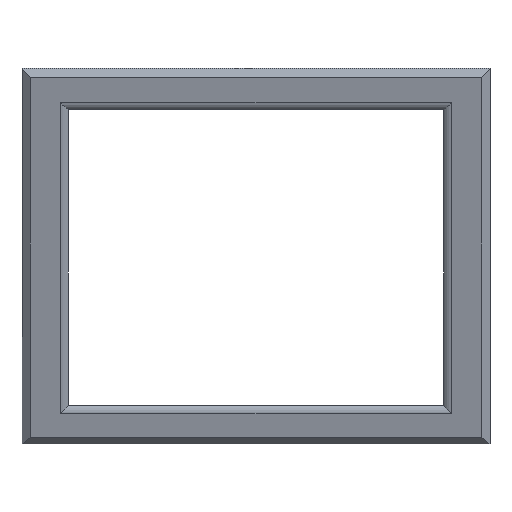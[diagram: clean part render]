
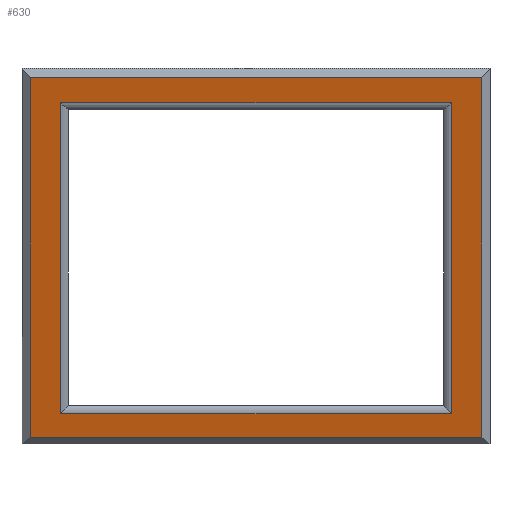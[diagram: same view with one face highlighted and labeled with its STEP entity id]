
A CAD part, top view. The second image highlights one B-rep face of the part: STEP entity #630.
In plain terms, the highlighted planar face has unit normal (0, -0.259, 0.966).
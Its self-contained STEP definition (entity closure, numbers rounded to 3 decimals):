
#19=FACE_BOUND('',#91,.T.);
#22=PLANE('',#683);
#56=FACE_OUTER_BOUND('',#90,.T.);
#90=EDGE_LOOP('',(#460,#461,#462,#463));
#91=EDGE_LOOP('',(#464,#465,#466,#467));
#127=LINE('',#886,#212);
#129=LINE('',#894,#214);
#131=LINE('',#900,#216);
#134=LINE('',#906,#219);
#135=LINE('',#910,#220);
#136=LINE('',#912,#221);
#137=LINE('',#914,#222);
#138=LINE('',#915,#223);
#212=VECTOR('',#720,10.);
#214=VECTOR('',#728,10.);
#216=VECTOR('',#734,10.);
#219=VECTOR('',#741,10.);
#220=VECTOR('',#744,10.);
#221=VECTOR('',#745,10.);
#222=VECTOR('',#746,10.);
#223=VECTOR('',#747,10.);
#297=VERTEX_POINT('',#884);
#298=VERTEX_POINT('',#885);
#301=VERTEX_POINT('',#893);
#303=VERTEX_POINT('',#899);
#305=VERTEX_POINT('',#908);
#306=VERTEX_POINT('',#909);
#307=VERTEX_POINT('',#911);
#308=VERTEX_POINT('',#913);
#355=EDGE_CURVE('',#297,#298,#127,.T.);
#359=EDGE_CURVE('',#298,#301,#129,.T.);
#362=EDGE_CURVE('',#301,#303,#131,.T.);
#366=EDGE_CURVE('',#303,#297,#134,.T.);
#367=EDGE_CURVE('',#305,#306,#135,.T.);
#368=EDGE_CURVE('',#307,#305,#136,.T.);
#369=EDGE_CURVE('',#308,#307,#137,.T.);
#370=EDGE_CURVE('',#306,#308,#138,.T.);
#460=ORIENTED_EDGE('',*,*,#367,.F.);
#461=ORIENTED_EDGE('',*,*,#368,.F.);
#462=ORIENTED_EDGE('',*,*,#369,.F.);
#463=ORIENTED_EDGE('',*,*,#370,.F.);
#464=ORIENTED_EDGE('',*,*,#355,.F.);
#465=ORIENTED_EDGE('',*,*,#366,.F.);
#466=ORIENTED_EDGE('',*,*,#362,.F.);
#467=ORIENTED_EDGE('',*,*,#359,.F.);
#630=ADVANCED_FACE('',(#56,#19),#22,.T.);
#683=AXIS2_PLACEMENT_3D('',#907,#742,#743);
#720=DIRECTION('',(1.,0.,0.));
#728=DIRECTION('',(0.,0.966,0.259));
#734=DIRECTION('',(-1.,0.,0.));
#741=DIRECTION('',(0.,-0.966,-0.259));
#742=DIRECTION('center_axis',(0.,-0.259,0.966));
#743=DIRECTION('ref_axis',(1.,0.,0.));
#744=DIRECTION('',(-1.,0.,0.));
#745=DIRECTION('',(0.,-0.966,-0.259));
#746=DIRECTION('',(1.,0.,0.));
#747=DIRECTION('',(0.,0.966,0.259));
#884=CARTESIAN_POINT('',(-498.,271.879,113.495));
#885=CARTESIAN_POINT('',(-102.,271.879,113.495));
#886=CARTESIAN_POINT('',(-110.,271.879,113.495));
#893=CARTESIAN_POINT('',(-102.,586.749,197.952));
#894=CARTESIAN_POINT('',(-102.,579.022,195.88));
#899=CARTESIAN_POINT('',(-498.,586.749,197.952));
#900=CARTESIAN_POINT('',(-490.,586.749,197.952));
#906=CARTESIAN_POINT('',(-498.,279.606,115.568));
#907=CARTESIAN_POINT('Origin',(-300.,430.28,155.983));
#908=CARTESIAN_POINT('',(-71.55,248.264,107.161));
#909=CARTESIAN_POINT('',(-528.45,248.264,107.161));
#910=CARTESIAN_POINT('',(-418.5,248.264,107.161));
#911=CARTESIAN_POINT('',(-71.55,612.296,204.805));
#912=CARTESIAN_POINT('',(-71.55,335.143,130.464));
#913=CARTESIAN_POINT('',(-528.45,612.296,204.805));
#914=CARTESIAN_POINT('',(-181.5,612.296,204.805));
#915=CARTESIAN_POINT('',(-528.45,525.417,181.501));
